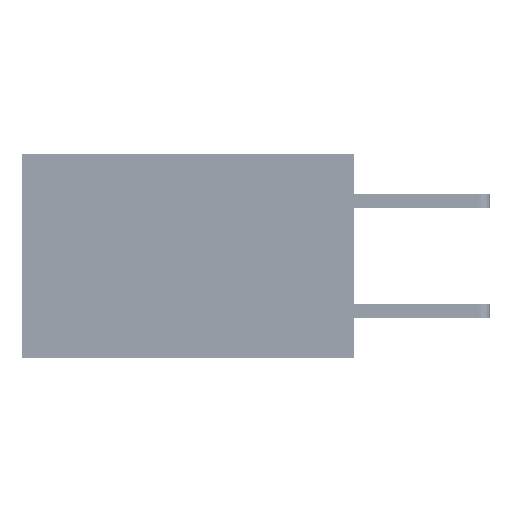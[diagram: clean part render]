
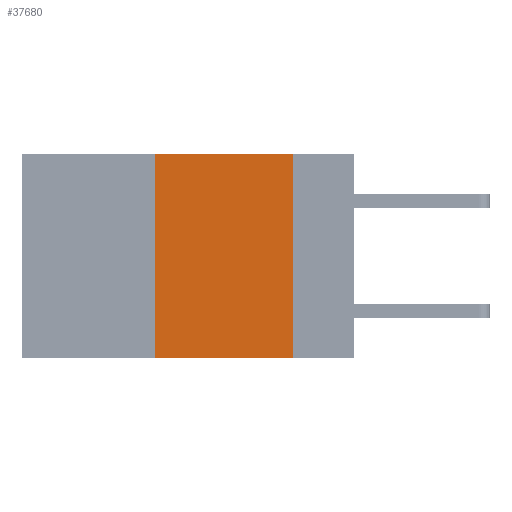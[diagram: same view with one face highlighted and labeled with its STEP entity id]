
A CAD part, left-side view. The second image highlights one B-rep face of the part: STEP entity #37680.
In plain terms, the highlighted planar face has unit normal (-1, 0, 0).
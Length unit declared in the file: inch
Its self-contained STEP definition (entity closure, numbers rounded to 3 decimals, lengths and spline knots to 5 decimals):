
#2062 = AXIS2_PLACEMENT_3D ( 'NONE', #23252, #40106, #17605 ) ;
#3497 = EDGE_CURVE ( 'NONE', #32993, #25158, #25171, .T. ) ;
#5096 = DIRECTION ( 'NONE',  ( 0., 0., 1. ) ) ;
#6932 = CARTESIAN_POINT ( 'NONE',  ( 0., 0.36, -0.37 ) ) ;
#7105 = DIRECTION ( 'NONE',  ( 0., 0., -1. ) ) ;
#7861 = CARTESIAN_POINT ( 'NONE',  ( 0., 0.36, 0. ) ) ;
#8243 = VECTOR ( 'NONE', #8704, 39.37008 ) ;
#8704 = DIRECTION ( 'NONE',  ( 0., -1., 0. ) ) ;
#8790 = ORIENTED_EDGE ( 'NONE', *, *, #38887, .F. ) ;
#9000 = VERTEX_POINT ( 'NONE', #6932 ) ;
#9224 = ORIENTED_EDGE ( 'NONE', *, *, #9338, .F. ) ;
#9338 = EDGE_CURVE ( 'NONE', #25158, #17954, #13343, .T. ) ;
#9557 = VECTOR ( 'NONE', #7105, 39.37008 ) ;
#10503 = PLANE ( 'NONE',  #2062 ) ;
#10953 = DIRECTION ( 'NONE',  ( 0., -1., 0. ) ) ;
#13343 = LINE ( 'NONE', #34199, #9557 ) ;
#14052 = LINE ( 'NONE', #30942, #8243 ) ;
#14156 = VECTOR ( 'NONE', #5096, 39.37008 ) ;
#14510 = CARTESIAN_POINT ( 'NONE',  ( 0., 0.6, 0. ) ) ;
#15172 = EDGE_CURVE ( 'NONE', #9000, #17954, #14052, .T. ) ;
#15667 = EDGE_LOOP ( 'NONE', ( #9224, #25028, #8790, #22552 ) ) ;
#17605 = DIRECTION ( 'NONE',  ( 0., 0., -1. ) ) ;
#17954 = VERTEX_POINT ( 'NONE', #25090 ) ;
#22552 = ORIENTED_EDGE ( 'NONE', *, *, #15172, .T. ) ;
#23252 = CARTESIAN_POINT ( 'NONE',  ( 0., 0.6, 0. ) ) ;
#25028 = ORIENTED_EDGE ( 'NONE', *, *, #3497, .F. ) ;
#25090 = CARTESIAN_POINT ( 'NONE',  ( 0., 0.11, -0.37 ) ) ;
#25158 = VERTEX_POINT ( 'NONE', #38432 ) ;
#25171 = LINE ( 'NONE', #14510, #34585 ) ;
#29318 = LINE ( 'NONE', #42619, #14156 ) ;
#30942 = CARTESIAN_POINT ( 'NONE',  ( 0., 0.6, -0.37 ) ) ;
#32993 = VERTEX_POINT ( 'NONE', #7861 ) ;
#34199 = CARTESIAN_POINT ( 'NONE',  ( 0., 0.11, 0. ) ) ;
#34585 = VECTOR ( 'NONE', #10953, 39.37008 ) ;
#35699 = FACE_OUTER_BOUND ( 'NONE', #15667, .T. ) ;
#37680 = ADVANCED_FACE ( 'NONE', ( #35699 ), #10503, .F. ) ;
#38432 = CARTESIAN_POINT ( 'NONE',  ( 0., 0.11, 0. ) ) ;
#38887 = EDGE_CURVE ( 'NONE', #9000, #32993, #29318, .T. ) ;
#40106 = DIRECTION ( 'NONE',  ( 1., 0., 0. ) ) ;
#42619 = CARTESIAN_POINT ( 'NONE',  ( 0., 0.36, 0. ) ) ;
